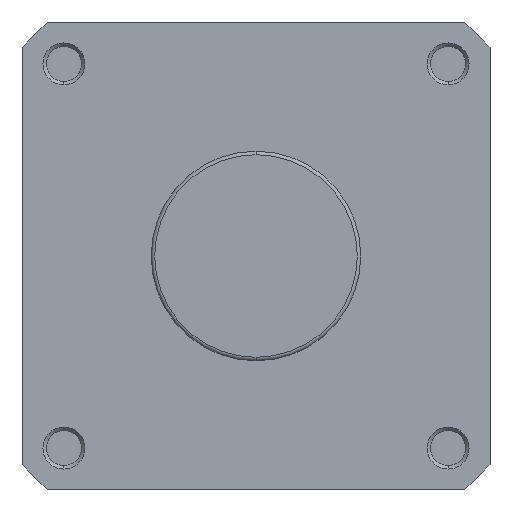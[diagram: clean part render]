
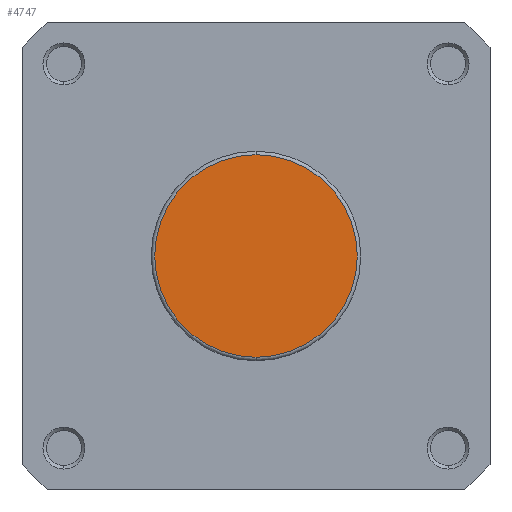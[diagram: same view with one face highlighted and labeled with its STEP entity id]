
A CAD part, left-side view. The second image highlights one B-rep face of the part: STEP entity #4747.
In plain terms, the highlighted planar face has unit normal (-1, 0, 0).
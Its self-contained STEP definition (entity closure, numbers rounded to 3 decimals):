
#1491 = CARTESIAN_POINT ( 'NONE',  ( 0., 30., 0. ) ) ;
#1492 = PLANE ( 'NONE',  #5650 ) ;
#1494 = DIRECTION ( 'NONE',  ( 1., 0., 0. ) ) ;
#1495 = DIRECTION ( 'NONE',  ( 0., 0., -1. ) ) ;
#2571 = CIRCLE ( 'NONE', #5939, 29. ) ;
#2655 = CIRCLE ( 'NONE', #3382, 29. ) ;
#2966 = CARTESIAN_POINT ( 'NONE',  ( 0., 0., 0. ) ) ;
#2967 = DIRECTION ( 'NONE',  ( -1., 0., 0. ) ) ;
#2968 = DIRECTION ( 'NONE',  ( 0., 0., -1. ) ) ;
#3109 = CARTESIAN_POINT ( 'NONE',  ( 0., 0., 0. ) ) ;
#3116 = DIRECTION ( 'NONE',  ( -1., 0., 0. ) ) ;
#3117 = DIRECTION ( 'NONE',  ( 0., 0., -1. ) ) ;
#3229 = CARTESIAN_POINT ( 'NONE',  ( 0., 0., 29. ) ) ;
#3245 = CARTESIAN_POINT ( 'NONE',  ( 0., 0., -29. ) ) ;
#3382 = AXIS2_PLACEMENT_3D ( 'NONE', #3109, #3116, #3117 ) ;
#4747 = ADVANCED_FACE ( 'NONE', ( #7243 ), #1492, .F. ) ;
#5413 = EDGE_CURVE ( 'NONE', #6655, #6768, #2571, .T. ) ;
#5472 = EDGE_CURVE ( 'NONE', #6768, #6655, #2655, .T. ) ;
#5650 = AXIS2_PLACEMENT_3D ( 'NONE', #1491, #1494, #1495 ) ;
#5939 = AXIS2_PLACEMENT_3D ( 'NONE', #2966, #2967, #2968 ) ;
#6655 = VERTEX_POINT ( 'NONE', #3229 ) ;
#6697 = ORIENTED_EDGE ( 'NONE', *, *, #5472, .T. ) ;
#6699 = ORIENTED_EDGE ( 'NONE', *, *, #5413, .T. ) ;
#6727 = EDGE_LOOP ( 'NONE', ( #6697, #6699 ) ) ;
#6768 = VERTEX_POINT ( 'NONE', #3245 ) ;
#7243 = FACE_OUTER_BOUND ( 'NONE', #6727, .T. ) ;
